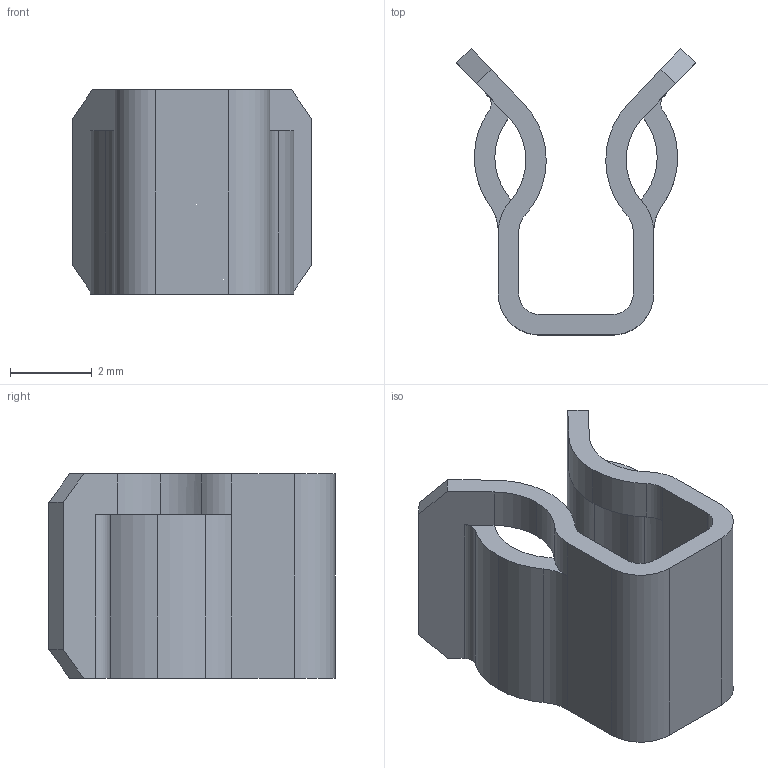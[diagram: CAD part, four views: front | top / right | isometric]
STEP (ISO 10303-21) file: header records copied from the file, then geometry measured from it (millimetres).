
FILE_DESCRIPTION (( 'STEP AP214' ), '1' );
FILE_NAME ('01110505Z.STEP', '2019-10-27T07:22:51', ( '' ), ( '' ), 'SwSTEP 2.0', 'SolidWorks 2017', '' );
FILE_SCHEMA (( 'AUTOMOTIVE_DESIGN' ));
Length unit declared in the file: millimetre
Products named in the file (1): 01110505Z
Bounding box: 5.84 x 7 x 5 mm (x, y, z)
Volume: 42.1 mm3; surface area: 195.2 mm2
Topology: 1 solids, 1 shells, 54 faces, 158 edges, 102 vertices
Faces by surface type: cylinder 32, plane 22
Entity records: 1854 total; most frequent: DIRECTION 338, ORIENTED_EDGE 316, CARTESIAN_POINT 315, EDGE_CURVE 158, AXIS2_PLACEMENT_3D 125, VERTEX_POINT 102, LINE 88, VECTOR 88
